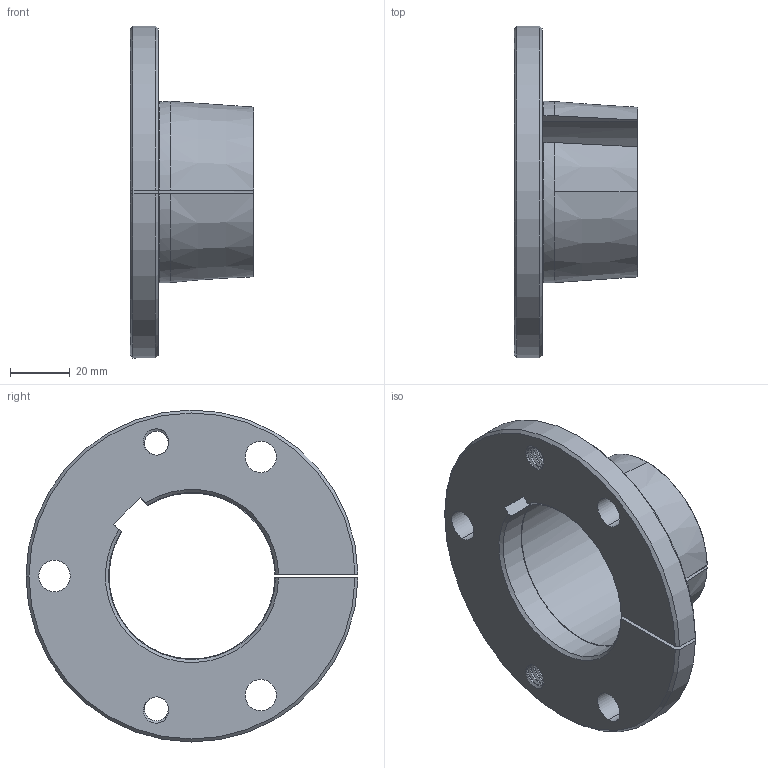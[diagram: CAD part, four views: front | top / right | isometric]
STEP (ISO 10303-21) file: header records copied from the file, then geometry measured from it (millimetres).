
FILE_DESCRIPTION (( 'STEP AP214' ), '1' );
FILE_NAME ('SMR3-TBK-35.step', '2016-11-22T21:13:53', ( '' ), ( '' ), 'SwSTEP 2.0', 'SolidWorks 2016', '' );
FILE_SCHEMA (( 'AUTOMOTIVE_DESIGN' ));
Length unit declared in the file: inch
Products named in the file (1): SMR3-TBK-35
Bounding box: 41.5 x 111.12 x 111.12 mm (x, y, z)
Volume: 73217.8 mm3; surface area: 30861.2 mm2
Topology: 1 solids, 1 shells, 99 faces, 291 edges, 194 vertices
Faces by surface type: cylinder 67, cone 13, plane 11, bspline 8
Entity records: 4769 total; most frequent: CARTESIAN_POINT 2429, ORIENTED_EDGE 582, DIRECTION 393, EDGE_CURVE 291, VERTEX_POINT 194, AXIS2_PLACEMENT_3D 148, EDGE_LOOP 109, FACE_OUTER_BOUND 99
